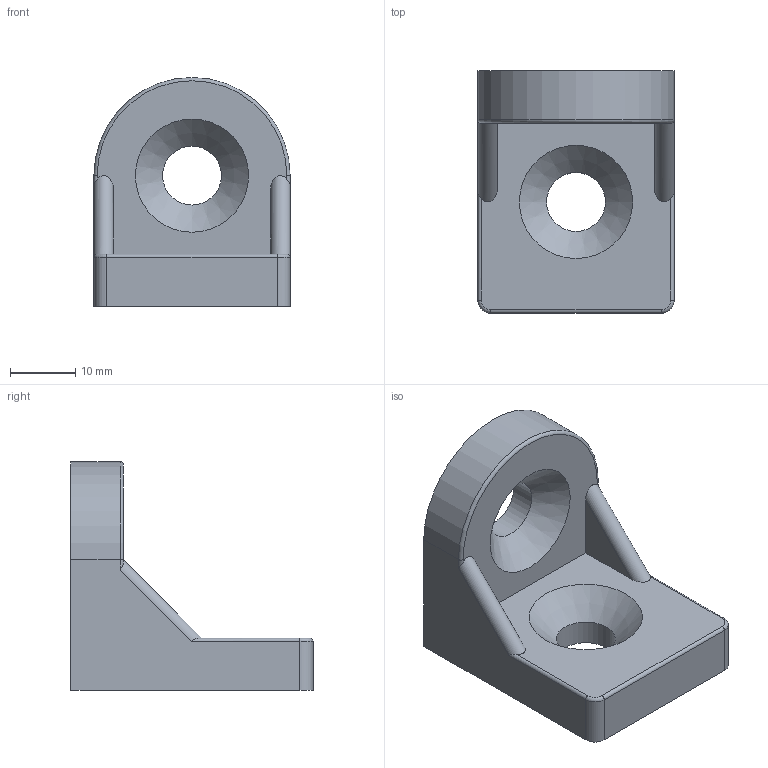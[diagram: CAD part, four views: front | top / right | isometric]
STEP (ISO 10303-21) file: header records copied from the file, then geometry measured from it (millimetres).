
FILE_DESCRIPTION(/* description */ (''),/* implementation_level */ '2;1');
FILE_NAME(/* name */ 'HW2755BC-Cast 90 Degree Corner Bracket for 4040 - No tabs - Natural.step',/* time_stamp */ '2022-09-19T15:13:29+01:00',/* author */ (''),/* organization */ (''),/* preprocessor_version */ 'ST-DEVELOPER v19',/* originating_system */ 'Autodesk Translation Framework v11.7.0.108',/* authorisation */ '');
FILE_SCHEMA (('AUTOMOTIVE_DESIGN { 1 0 10303 214 3 1 1 }'));
Length unit declared in the file: millimetre
Products named in the file (1): HW2755BC
Bounding box: 30 x 37 x 35 mm (x, y, z)
Volume: 10092.7 mm3; surface area: 6597 mm2
Topology: 1 solids, 1 shells, 74 faces, 184 edges, 120 vertices
Faces by surface type: plane 47, cylinder 14, cone 10, torus 3
Full cylindrical faces by diameter (mm): 9 x2
Entity records: 2226 total; most frequent: CARTESIAN_POINT 431, ORIENTED_EDGE 368, DIRECTION 359, EDGE_CURVE 184, VERTEX_POINT 120, AXIS2_PLACEMENT_3D 120, LINE 119, VECTOR 119
